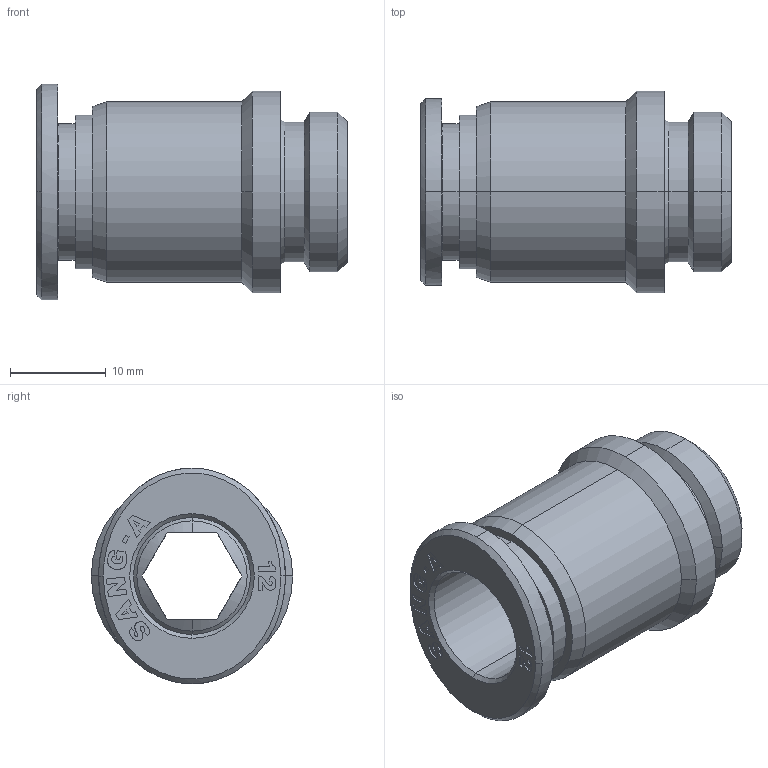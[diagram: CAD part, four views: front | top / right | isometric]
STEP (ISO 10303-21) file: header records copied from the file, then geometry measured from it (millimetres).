
FILE_DESCRIPTION (( 'STEP AP214' ), '1' );
FILE_NAME ('POC12-G03.STEP', '2018-09-10T08:59:44', ( '' ), ( '' ), 'SwSTEP 2.0', 'SolidWorks 2018', '' );
FILE_SCHEMA (( 'AUTOMOTIVE_DESIGN' ));
Length unit declared in the file: millimetre
Products named in the file (1): POC12-G03
Bounding box: 32.4 x 21 x 22.5 mm (x, y, z)
Surface area: 3925.3 mm2 (no closed solid volume)
Topology: 0 solids, 1 shells, 352 faces, 1105 edges, 734 vertices
Faces by surface type: plane 306, cone 20, cylinder 17, bspline 9
Entity records: 16595 total; most frequent: CARTESIAN_POINT 3022, ORIENTED_EDGE 2052, DIRECTION 1821, EDGE_CURVE 1105, LINE 1017, VECTOR 1017, VERTEX_POINT 734, AXIS2_PLACEMENT_3D 402
